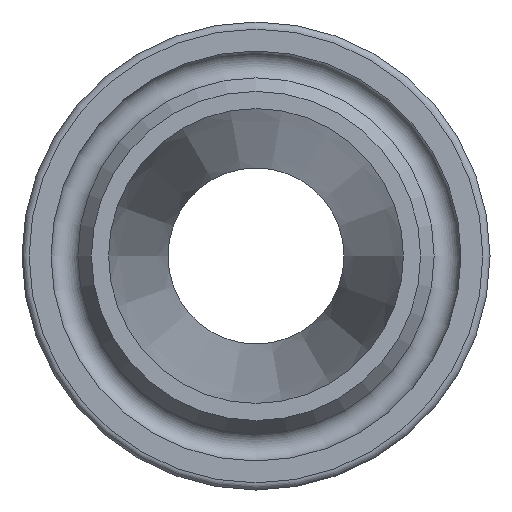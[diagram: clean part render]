
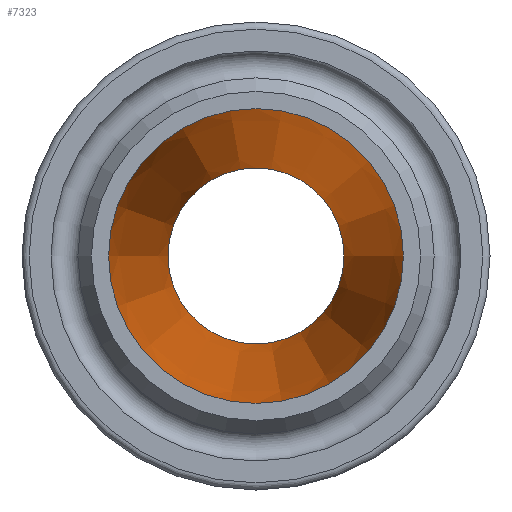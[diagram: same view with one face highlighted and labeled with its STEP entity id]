
A CAD part, left-side view. The second image highlights one B-rep face of the part: STEP entity #7323.
In plain terms, the highlighted conical face has half-angle 7.125 degrees and reference radius 6.287 mm.
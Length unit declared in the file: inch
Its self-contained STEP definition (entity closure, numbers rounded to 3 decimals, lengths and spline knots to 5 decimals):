
#120=FACE_BOUND('',#1342,.T.);
#883=FACE_OUTER_BOUND('',#1341,.T.);
#1341=EDGE_LOOP('',(#6826));
#1342=EDGE_LOOP('',(#6827));
#2495=CIRCLE('',#7731,0.31);
#2496=CIRCLE('',#7732,0.185);
#3606=VERTEX_POINT('',#16171);
#3607=VERTEX_POINT('',#16173);
#4683=EDGE_CURVE('',#3606,#3606,#2495,.T.);
#4684=EDGE_CURVE('',#3607,#3607,#2496,.T.);
#6826=ORIENTED_EDGE('',*,*,#4683,.F.);
#6827=ORIENTED_EDGE('',*,*,#4684,.T.);
#6878=CONICAL_SURFACE('',#7730,0.2475,7.125);
#7323=ADVANCED_FACE('',(#883,#120),#6878,.F.);
#7730=AXIS2_PLACEMENT_3D('',#16170,#9036,#9037);
#7731=AXIS2_PLACEMENT_3D('',#16172,#9038,#9039);
#7732=AXIS2_PLACEMENT_3D('',#16174,#9040,#9041);
#9036=DIRECTION('center_axis',(-1.,0.,0.));
#9037=DIRECTION('ref_axis',(0.,-1.,0.));
#9038=DIRECTION('center_axis',(1.,0.,0.));
#9039=DIRECTION('ref_axis',(0.,-1.,0.));
#9040=DIRECTION('center_axis',(1.,0.,0.));
#9041=DIRECTION('ref_axis',(0.,0.,-1.));
#16170=CARTESIAN_POINT('Origin',(1.,0.,0.));
#16171=CARTESIAN_POINT('',(0.5,-0.31,0.));
#16172=CARTESIAN_POINT('Origin',(0.5,0.,0.));
#16173=CARTESIAN_POINT('',(1.5,-0.185,0.));
#16174=CARTESIAN_POINT('Origin',(1.5,0.,0.));
